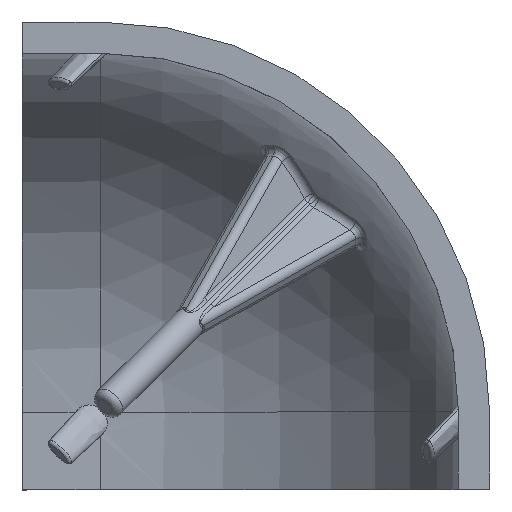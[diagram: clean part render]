
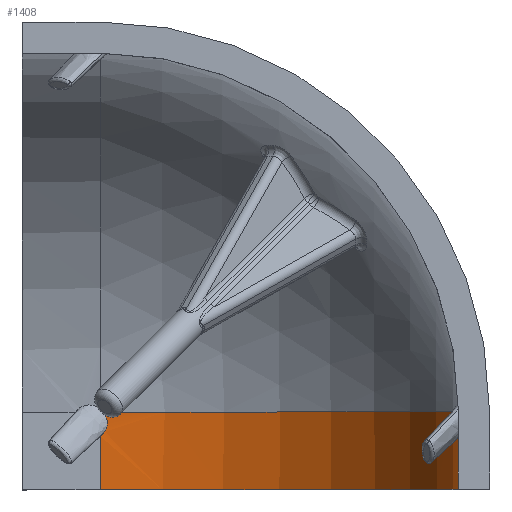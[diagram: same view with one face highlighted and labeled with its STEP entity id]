
A CAD part, top view. The second image highlights one B-rep face of the part: STEP entity #1408.
In plain terms, the highlighted cylindrical face has radius 23 mm (diameter 46 mm), a partial arc.
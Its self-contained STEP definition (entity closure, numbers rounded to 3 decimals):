
#76=CYLINDRICAL_SURFACE('',#1563,23.);
#116=CIRCLE('',#1530,23.);
#133=CIRCLE('',#1552,23.);
#220=FACE_OUTER_BOUND('',#310,.T.);
#310=EDGE_LOOP('',(#1113,#1114,#1115,#1116,#1117,#1118,#1119,#1120));
#408=LINE('',#5450,#466);
#415=LINE('',#5512,#473);
#466=VECTOR('',#1814,1000.);
#473=VECTOR('',#1839,1000.);
#498=B_SPLINE_CURVE_WITH_KNOTS('',3,(#2667,#2668,#2669,#2670,#2671,#2672),
 .UNSPECIFIED.,.F.,.F.,(4,2,4),(0.,0.01,
0.02),.UNSPECIFIED.);
#504=B_SPLINE_CURVE_WITH_KNOTS('',3,(#2967,#2968,#2969,#2970,#2971,#2972,
#2973,#2974,#2975,#2976,#2977,#2978),.UNSPECIFIED.,.F.,.F.,(4,2,2,2,2,4),
(0.,0.037,0.089,0.171,
0.234,0.298),.UNSPECIFIED.);
#544=B_SPLINE_CURVE_WITH_KNOTS('',3,(#5493,#5494,#5495,#5496,#5497,#5498,
#5499,#5500,#5501,#5502,#5503,#5504),.UNSPECIFIED.,.F.,.F.,(4,2,2,2,2,4),
(0.,0.02,0.041,0.073,
0.095,0.111),.UNSPECIFIED.);
#545=B_SPLINE_CURVE_WITH_KNOTS('',3,(#5506,#5507,#5508,#5509,#5510,#5511),
 .UNSPECIFIED.,.F.,.F.,(4,2,4),(0.,0.01,
0.02),.UNSPECIFIED.);
#575=VERTEX_POINT('',#2664);
#576=VERTEX_POINT('',#2666);
#583=VERTEX_POINT('',#2964);
#584=VERTEX_POINT('',#2966);
#644=VERTEX_POINT('',#5036);
#675=VERTEX_POINT('',#5441);
#676=VERTEX_POINT('',#5443);
#681=VERTEX_POINT('',#5505);
#714=EDGE_CURVE('',#576,#575,#498,.T.);
#722=EDGE_CURVE('',#584,#583,#504,.T.);
#795=EDGE_CURVE('',#584,#644,#116,.T.);
#835=EDGE_CURVE('',#676,#675,#133,.T.);
#839=EDGE_CURVE('',#576,#675,#408,.T.);
#851=EDGE_CURVE('',#575,#644,#544,.T.);
#852=EDGE_CURVE('',#583,#681,#545,.T.);
#853=EDGE_CURVE('',#676,#681,#415,.T.);
#1113=ORIENTED_EDGE('',*,*,#839,.F.);
#1114=ORIENTED_EDGE('',*,*,#714,.T.);
#1115=ORIENTED_EDGE('',*,*,#851,.T.);
#1116=ORIENTED_EDGE('',*,*,#795,.F.);
#1117=ORIENTED_EDGE('',*,*,#722,.T.);
#1118=ORIENTED_EDGE('',*,*,#852,.T.);
#1119=ORIENTED_EDGE('',*,*,#853,.F.);
#1120=ORIENTED_EDGE('',*,*,#835,.T.);
#1408=ADVANCED_FACE('',(#220),#76,.F.);
#1530=AXIS2_PLACEMENT_3D('',#5037,#1747,#1748);
#1552=AXIS2_PLACEMENT_3D('',#5444,#1806,#1807);
#1563=AXIS2_PLACEMENT_3D('',#5492,#1837,#1838);
#1747=DIRECTION('center_axis',(0.,-1.,0.));
#1748=DIRECTION('ref_axis',(1.,0.,0.));
#1806=DIRECTION('center_axis',(0.,-1.,0.));
#1807=DIRECTION('ref_axis',(1.,0.,0.));
#1814=DIRECTION('',(0.,-1.,0.));
#1837=DIRECTION('center_axis',(0.,-1.,0.));
#1838=DIRECTION('ref_axis',(1.,0.,0.));
#1839=DIRECTION('',(0.,1.,0.));
#2664=CARTESIAN_POINT('',(27.999,3.567,-5.156));
#2666=CARTESIAN_POINT('',(28.,3.448,-5.));
#2667=CARTESIAN_POINT('Ctrl Pts',(28.,3.448,-5.));
#2668=CARTESIAN_POINT('Ctrl Pts',(28.,3.465,-5.028));
#2669=CARTESIAN_POINT('Ctrl Pts',(28.,3.484,-5.055));
#2670=CARTESIAN_POINT('Ctrl Pts',(28.,3.524,-5.107));
#2671=CARTESIAN_POINT('Ctrl Pts',(28.,3.545,-5.132));
#2672=CARTESIAN_POINT('Ctrl Pts',(27.999,3.567,-5.156));
#2964=CARTESIAN_POINT('',(5.156,3.567,-27.999));
#2966=CARTESIAN_POINT('',(5.191,5.,-27.999));
#2967=CARTESIAN_POINT('Ctrl Pts',(5.191,5.,-27.999));
#2968=CARTESIAN_POINT('Ctrl Pts',(5.267,4.905,-27.999));
#2969=CARTESIAN_POINT('Ctrl Pts',(5.329,4.798,-27.998));
#2970=CARTESIAN_POINT('Ctrl Pts',(5.439,4.524,-27.996));
#2971=CARTESIAN_POINT('Ctrl Pts',(5.457,4.381,-27.995));
#2972=CARTESIAN_POINT('Ctrl Pts',(5.458,4.106,-27.995));
#2973=CARTESIAN_POINT('Ctrl Pts',(5.418,3.98,-27.996));
#2974=CARTESIAN_POINT('Ctrl Pts',(5.36,3.838,-27.997));
#2975=CARTESIAN_POINT('Ctrl Pts',(5.328,3.779,-27.998));
#2976=CARTESIAN_POINT('Ctrl Pts',(5.251,3.667,-27.999));
#2977=CARTESIAN_POINT('Ctrl Pts',(5.206,3.614,-27.999));
#2978=CARTESIAN_POINT('Ctrl Pts',(5.156,3.567,-27.999));
#5036=CARTESIAN_POINT('',(27.999,5.,-5.191));
#5037=CARTESIAN_POINT('Origin',(5.,5.,-5.));
#5441=CARTESIAN_POINT('',(28.,0.,-5.));
#5443=CARTESIAN_POINT('',(5.,0.,-28.));
#5444=CARTESIAN_POINT('Origin',(5.,0.,
-5.));
#5450=CARTESIAN_POINT('',(28.,0.,-5.));
#5492=CARTESIAN_POINT('Origin',(5.,30.,-5.));
#5493=CARTESIAN_POINT('Ctrl Pts',(27.999,3.567,-5.156));
#5494=CARTESIAN_POINT('Ctrl Pts',(27.999,3.614,-5.206));
#5495=CARTESIAN_POINT('Ctrl Pts',(27.999,3.667,-5.25));
#5496=CARTESIAN_POINT('Ctrl Pts',(27.998,3.778,-5.327));
#5497=CARTESIAN_POINT('Ctrl Pts',(27.997,3.837,-5.359));
#5498=CARTESIAN_POINT('Ctrl Pts',(27.996,3.996,-5.425));
#5499=CARTESIAN_POINT('Ctrl Pts',(27.995,4.121,-5.458));
#5500=CARTESIAN_POINT('Ctrl Pts',(27.995,4.38,-5.457));
#5501=CARTESIAN_POINT('Ctrl Pts',(27.996,4.524,-5.439));
#5502=CARTESIAN_POINT('Ctrl Pts',(27.998,4.798,-5.329));
#5503=CARTESIAN_POINT('Ctrl Pts',(27.999,4.905,-5.267));
#5504=CARTESIAN_POINT('Ctrl Pts',(27.999,5.,-5.191));
#5505=CARTESIAN_POINT('',(5.,3.448,-28.));
#5506=CARTESIAN_POINT('Ctrl Pts',(5.156,3.567,-27.999));
#5507=CARTESIAN_POINT('Ctrl Pts',(5.132,3.545,-28.));
#5508=CARTESIAN_POINT('Ctrl Pts',(5.107,3.524,-28.));
#5509=CARTESIAN_POINT('Ctrl Pts',(5.055,3.484,-28.));
#5510=CARTESIAN_POINT('Ctrl Pts',(5.028,3.465,-28.));
#5511=CARTESIAN_POINT('Ctrl Pts',(5.,3.448,-28.));
#5512=CARTESIAN_POINT('',(5.,0.,-28.));
